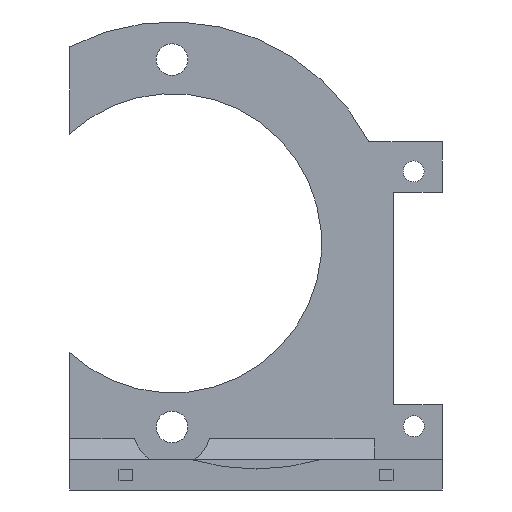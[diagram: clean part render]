
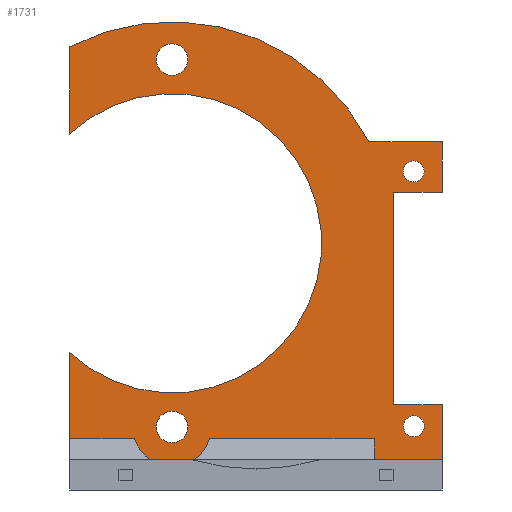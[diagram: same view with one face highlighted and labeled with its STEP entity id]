
A CAD part, left-side view. The second image highlights one B-rep face of the part: STEP entity #1731.
In plain terms, the highlighted planar face has unit normal (-1, 0, 0).
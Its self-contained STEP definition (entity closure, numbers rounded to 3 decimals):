
#41=FACE_BOUND('',#280,.T.);
#42=FACE_BOUND('',#281,.T.);
#43=FACE_BOUND('',#282,.T.);
#44=FACE_BOUND('',#283,.T.);
#93=PLANE('',#1848);
#173=FACE_OUTER_BOUND('',#279,.T.);
#279=EDGE_LOOP('',(#1474,#1475,#1476,#1477,#1478,#1479,#1480,#1481,#1482,
#1483,#1484,#1485,#1486,#1487,#1488));
#280=EDGE_LOOP('',(#1489));
#281=EDGE_LOOP('',(#1490));
#282=EDGE_LOOP('',(#1491));
#283=EDGE_LOOP('',(#1492));
#350=CIRCLE('',#1846,3.75);
#351=CIRCLE('',#1849,21.095);
#352=CIRCLE('',#1850,14.25);
#353=CIRCLE('',#1851,1.5);
#354=CIRCLE('',#1852,1.);
#355=CIRCLE('',#1853,1.5);
#356=CIRCLE('',#1854,1.);
#484=LINE('',#2652,#688);
#498=LINE('',#2686,#702);
#499=LINE('',#2687,#703);
#500=LINE('',#2689,#704);
#501=LINE('',#2691,#705);
#502=LINE('',#2693,#706);
#503=LINE('',#2695,#707);
#504=LINE('',#2697,#708);
#505=LINE('',#2699,#709);
#506=LINE('',#2703,#710);
#507=LINE('',#2707,#711);
#508=LINE('',#2708,#712);
#688=VECTOR('',#2165,10.);
#702=VECTOR('',#2191,10.);
#703=VECTOR('',#2192,10.);
#704=VECTOR('',#2193,10.);
#705=VECTOR('',#2194,10.);
#706=VECTOR('',#2195,10.);
#707=VECTOR('',#2196,10.);
#708=VECTOR('',#2197,10.);
#709=VECTOR('',#2198,10.);
#710=VECTOR('',#2201,10.);
#711=VECTOR('',#2204,10.);
#712=VECTOR('',#2205,10.);
#872=VERTEX_POINT('',#2649);
#873=VERTEX_POINT('',#2651);
#885=VERTEX_POINT('',#2679);
#886=VERTEX_POINT('',#2681);
#887=VERTEX_POINT('',#2685);
#888=VERTEX_POINT('',#2688);
#889=VERTEX_POINT('',#2690);
#890=VERTEX_POINT('',#2692);
#891=VERTEX_POINT('',#2694);
#892=VERTEX_POINT('',#2696);
#893=VERTEX_POINT('',#2698);
#894=VERTEX_POINT('',#2700);
#895=VERTEX_POINT('',#2702);
#896=VERTEX_POINT('',#2704);
#897=VERTEX_POINT('',#2706);
#898=VERTEX_POINT('',#2709);
#899=VERTEX_POINT('',#2711);
#900=VERTEX_POINT('',#2713);
#901=VERTEX_POINT('',#2715);
#1079=EDGE_CURVE('',#873,#872,#484,.T.);
#1094=EDGE_CURVE('',#885,#886,#350,.T.);
#1096=EDGE_CURVE('',#887,#885,#498,.T.);
#1097=EDGE_CURVE('',#873,#887,#499,.T.);
#1098=EDGE_CURVE('',#872,#888,#500,.T.);
#1099=EDGE_CURVE('',#888,#889,#501,.T.);
#1100=EDGE_CURVE('',#889,#890,#502,.T.);
#1101=EDGE_CURVE('',#891,#890,#503,.T.);
#1102=EDGE_CURVE('',#891,#892,#504,.T.);
#1103=EDGE_CURVE('',#892,#893,#505,.T.);
#1104=EDGE_CURVE('',#894,#893,#351,.T.);
#1105=EDGE_CURVE('',#895,#894,#506,.T.);
#1106=EDGE_CURVE('',#895,#896,#352,.T.);
#1107=EDGE_CURVE('',#897,#896,#507,.T.);
#1108=EDGE_CURVE('',#886,#897,#508,.T.);
#1109=EDGE_CURVE('',#898,#898,#353,.T.);
#1110=EDGE_CURVE('',#899,#899,#354,.T.);
#1111=EDGE_CURVE('',#900,#900,#355,.T.);
#1112=EDGE_CURVE('',#901,#901,#356,.T.);
#1474=ORIENTED_EDGE('',*,*,#1094,.F.);
#1475=ORIENTED_EDGE('',*,*,#1096,.F.);
#1476=ORIENTED_EDGE('',*,*,#1097,.F.);
#1477=ORIENTED_EDGE('',*,*,#1079,.T.);
#1478=ORIENTED_EDGE('',*,*,#1098,.T.);
#1479=ORIENTED_EDGE('',*,*,#1099,.T.);
#1480=ORIENTED_EDGE('',*,*,#1100,.T.);
#1481=ORIENTED_EDGE('',*,*,#1101,.F.);
#1482=ORIENTED_EDGE('',*,*,#1102,.T.);
#1483=ORIENTED_EDGE('',*,*,#1103,.T.);
#1484=ORIENTED_EDGE('',*,*,#1104,.F.);
#1485=ORIENTED_EDGE('',*,*,#1105,.F.);
#1486=ORIENTED_EDGE('',*,*,#1106,.T.);
#1487=ORIENTED_EDGE('',*,*,#1107,.F.);
#1488=ORIENTED_EDGE('',*,*,#1108,.F.);
#1489=ORIENTED_EDGE('',*,*,#1109,.F.);
#1490=ORIENTED_EDGE('',*,*,#1110,.F.);
#1491=ORIENTED_EDGE('',*,*,#1111,.F.);
#1492=ORIENTED_EDGE('',*,*,#1112,.F.);
#1731=ADVANCED_FACE('',(#173,#41,#42,#43,#44),#93,.F.);
#1846=AXIS2_PLACEMENT_3D('',#2682,#2185,#2186);
#1848=AXIS2_PLACEMENT_3D('',#2684,#2189,#2190);
#1849=AXIS2_PLACEMENT_3D('',#2701,#2199,#2200);
#1850=AXIS2_PLACEMENT_3D('',#2705,#2202,#2203);
#1851=AXIS2_PLACEMENT_3D('',#2710,#2206,#2207);
#1852=AXIS2_PLACEMENT_3D('',#2712,#2208,#2209);
#1853=AXIS2_PLACEMENT_3D('',#2714,#2210,#2211);
#1854=AXIS2_PLACEMENT_3D('',#2716,#2212,#2213);
#2165=DIRECTION('',(0.,-1.,0.));
#2185=DIRECTION('center_axis',(1.,0.,0.));
#2186=DIRECTION('ref_axis',(0.,1.,0.));
#2189=DIRECTION('center_axis',(1.,0.,0.));
#2190=DIRECTION('ref_axis',(0.,1.,0.));
#2191=DIRECTION('',(0.,1.,0.));
#2192=DIRECTION('',(0.,0.,1.));
#2193=DIRECTION('',(0.,0.,1.));
#2194=DIRECTION('',(0.,1.,0.));
#2195=DIRECTION('',(0.,0.,1.));
#2196=DIRECTION('',(0.,1.,0.));
#2197=DIRECTION('',(0.,0.,1.));
#2198=DIRECTION('',(0.,1.,0.));
#2199=DIRECTION('center_axis',(1.,0.,0.));
#2200=DIRECTION('ref_axis',(0.,1.,0.));
#2201=DIRECTION('',(0.,0.,1.));
#2202=DIRECTION('center_axis',(1.,0.,0.));
#2203=DIRECTION('ref_axis',(0.,1.,0.));
#2204=DIRECTION('',(0.,0.,1.));
#2205=DIRECTION('',(0.,1.,0.));
#2206=DIRECTION('center_axis',(-1.,0.,0.));
#2207=DIRECTION('ref_axis',(0.,1.,0.));
#2208=DIRECTION('center_axis',(-1.,0.,0.));
#2209=DIRECTION('ref_axis',(0.,1.,0.));
#2210=DIRECTION('center_axis',(-1.,0.,0.));
#2211=DIRECTION('ref_axis',(0.,1.,0.));
#2212=DIRECTION('center_axis',(-1.,0.,0.));
#2213=DIRECTION('ref_axis',(0.,1.,0.));
#2649=CARTESIAN_POINT('',(-18.75,-17.75,2.9));
#2651=CARTESIAN_POINT('',(-18.75,-11.25,2.9));
#2652=CARTESIAN_POINT('',(-18.75,0.,2.9));
#2679=CARTESIAN_POINT('',(-18.75,4.415,4.9));
#2681=CARTESIAN_POINT('',(-18.75,11.585,4.9));
#2682=CARTESIAN_POINT('Origin',(-18.75,8.,6.));
#2684=CARTESIAN_POINT('Origin',(-18.75,0.,23.748));
#2685=CARTESIAN_POINT('',(-18.75,-11.25,4.9));
#2686=CARTESIAN_POINT('',(-18.75,1.625,4.9));
#2687=CARTESIAN_POINT('',(-18.75,-11.25,13.324));
#2688=CARTESIAN_POINT('',(-18.75,-17.75,8.1));
#2689=CARTESIAN_POINT('',(-18.75,-17.75,2.9));
#2690=CARTESIAN_POINT('',(-18.75,-13.095,8.1));
#2691=CARTESIAN_POINT('',(-18.75,-17.75,8.1));
#2692=CARTESIAN_POINT('',(-18.75,-13.095,28.336));
#2693=CARTESIAN_POINT('',(-18.75,-13.095,23.5));
#2694=CARTESIAN_POINT('',(-18.75,-17.75,28.336));
#2695=CARTESIAN_POINT('',(-18.75,-17.75,28.336));
#2696=CARTESIAN_POINT('',(-18.75,-17.75,33.173));
#2697=CARTESIAN_POINT('',(-18.75,-17.75,2.9));
#2698=CARTESIAN_POINT('',(-18.75,-10.747,33.173));
#2699=CARTESIAN_POINT('',(-18.75,-17.75,33.173));
#2700=CARTESIAN_POINT('',(-18.75,17.75,42.207));
#2701=CARTESIAN_POINT('Origin',(-18.75,8.,23.5));
#2702=CARTESIAN_POINT('',(-18.75,17.75,33.892));
#2703=CARTESIAN_POINT('',(-18.75,17.75,2.9));
#2704=CARTESIAN_POINT('',(-18.75,17.75,13.108));
#2705=CARTESIAN_POINT('Origin',(-18.75,8.,23.5));
#2706=CARTESIAN_POINT('',(-18.75,17.75,4.9));
#2707=CARTESIAN_POINT('',(-18.75,17.75,2.9));
#2708=CARTESIAN_POINT('',(-18.75,1.625,4.9));
#2709=CARTESIAN_POINT('',(-18.75,6.5,6.));
#2710=CARTESIAN_POINT('Origin',(-18.75,8.,6.));
#2711=CARTESIAN_POINT('',(-18.75,-16.04,6.07));
#2712=CARTESIAN_POINT('Origin',(-18.75,-15.04,6.07));
#2713=CARTESIAN_POINT('',(-18.75,6.5,41.));
#2714=CARTESIAN_POINT('Origin',(-18.75,8.,41.));
#2715=CARTESIAN_POINT('',(-18.75,-16.013,30.336));
#2716=CARTESIAN_POINT('Origin',(-18.75,-15.013,30.336));
